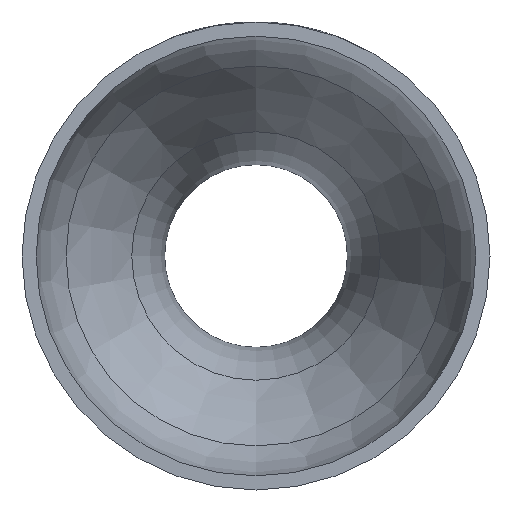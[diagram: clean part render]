
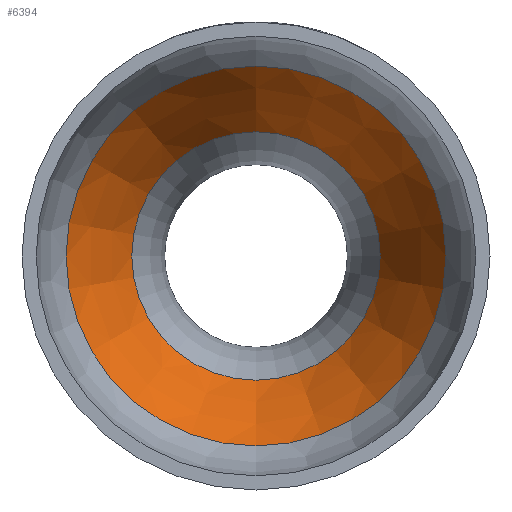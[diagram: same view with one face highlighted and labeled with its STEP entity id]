
A CAD part, front view. The second image highlights one B-rep face of the part: STEP entity #6394.
In plain terms, the highlighted conical face has half-angle 27.612 degrees and reference radius 30.887 mm.
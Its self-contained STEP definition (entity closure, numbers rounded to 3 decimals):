
#102 = AXIS2_PLACEMENT_3D ( 'NONE', #10917, #6830, #6929 ) ;
#1105 = CARTESIAN_POINT ( 'NONE',  ( 0., 54.216, 0. ) ) ;
#1235 = AXIS2_PLACEMENT_3D ( 'NONE', #1105, #7540, #13863 ) ;
#1392 = EDGE_CURVE ( 'NONE', #14225, #14225, #1682, .T. ) ;
#1505 = CARTESIAN_POINT ( 'NONE',  ( 0., 33.791, -30.887 ) ) ;
#1682 = CIRCLE ( 'NONE', #1235, 20.203 ) ;
#2006 = ORIENTED_EDGE ( 'NONE', *, *, #1392, .F. ) ;
#2296 = FACE_BOUND ( 'NONE', #3269, .T. ) ;
#3269 = EDGE_LOOP ( 'NONE', ( #2006 ) ) ;
#5126 = AXIS2_PLACEMENT_3D ( 'NONE', #10873, #6888, #10817 ) ;
#6394 = ADVANCED_FACE ( 'NONE', ( #2296, #15618 ), #8165, .F. ) ;
#6830 = DIRECTION ( 'NONE',  ( 0., -1., 0. ) ) ;
#6888 = DIRECTION ( 'NONE',  ( 0., -1., 0. ) ) ;
#6929 = DIRECTION ( 'NONE',  ( 0., 0., -1. ) ) ;
#7540 = DIRECTION ( 'NONE',  ( 0., -1., 0. ) ) ;
#7953 = CARTESIAN_POINT ( 'NONE',  ( 0., 54.216, -20.203 ) ) ;
#8165 = CONICAL_SURFACE ( 'NONE', #102, 30.887, 0.482 ) ;
#8773 = VERTEX_POINT ( 'NONE', #1505 ) ;
#10468 = EDGE_CURVE ( 'NONE', #8773, #8773, #13672, .T. ) ;
#10817 = DIRECTION ( 'NONE',  ( 0., 0., -1. ) ) ;
#10873 = CARTESIAN_POINT ( 'NONE',  ( 0., 33.791, 0. ) ) ;
#10917 = CARTESIAN_POINT ( 'NONE',  ( 0., 33.791, 0. ) ) ;
#11950 = EDGE_LOOP ( 'NONE', ( #12864 ) ) ;
#12864 = ORIENTED_EDGE ( 'NONE', *, *, #10468, .T. ) ;
#13672 = CIRCLE ( 'NONE', #5126, 30.887 ) ;
#13863 = DIRECTION ( 'NONE',  ( 0., 0., -1. ) ) ;
#14225 = VERTEX_POINT ( 'NONE', #7953 ) ;
#15618 = FACE_OUTER_BOUND ( 'NONE', #11950, .T. ) ;
